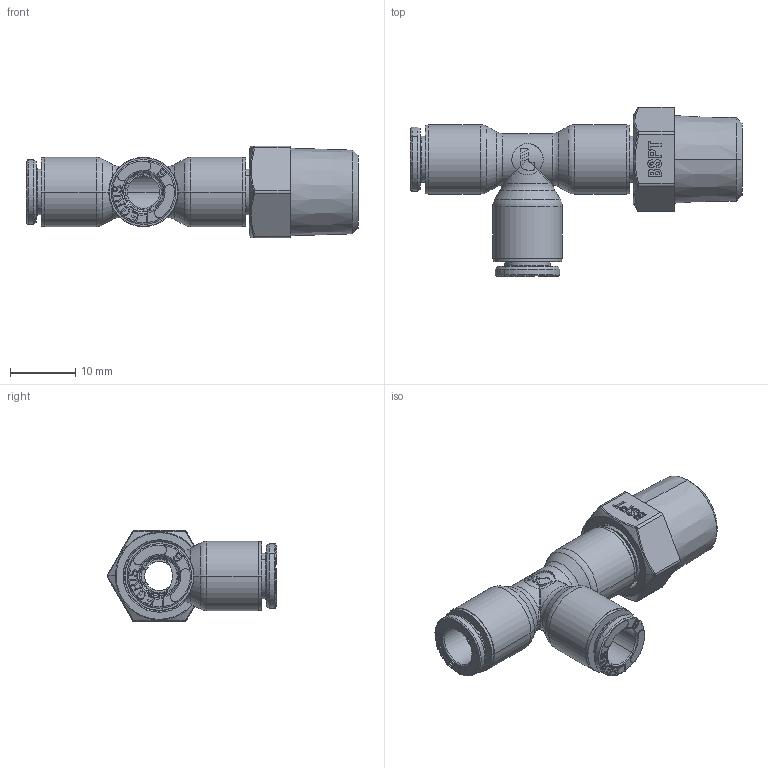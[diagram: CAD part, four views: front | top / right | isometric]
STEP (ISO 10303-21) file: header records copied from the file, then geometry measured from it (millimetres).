
FILE_DESCRIPTION(('STEP AP214'),'1');
FILE_NAME('6873_06_13.stp','2016-07-07T14:45:46',('TraceParts'),('TraceParts S.A.'),'Spatial InterOp 3D',' ',' ');
FILE_SCHEMA(('automotive_design'));
Length unit declared in the file: millimetre
Products named in the file (17): 6873 06 13|44106-64_ASM_1677#44106-64_ASM|44106-26_1673#44106-26;Solide1; 6873 06 13|44106-64_ASM_1677#44106-64_ASM|44106_1674#44106;Solide1; 6873 06 13|44106-64_ASM_1677#44106-64_ASM|44106-27_1675#44106-27;Solide1; 6873 06 13|44106-64_ASM_1677#44106-64_ASM|44126-20_1676#44126-20;Solide1; 6873 06 13|44106-64_ASM_1679#44106-64_ASM|44106-26_1673#44106-26;Solide1; 6873 06 13|44106-64_ASM_1679#44106-64_ASM|44106_1674#44106;Solide1; 6873 06 13|44106-64_ASM_1679#44106-64_ASM|44106-27_1675#44106-27;Solide1; 6873 06 13|44106-64_ASM_1679#44106-64_ASM|44126-20_1676#44126-20;Solide1; 6873 06 13|44106-64_ASM_1681#44106-64_ASM|44106-26_1673#44106-26;Solide1; 6873 06 13|44106-64_ASM_1681#44106-64_ASM|44106_1674#44106;Solide1; 6873 06 13|44106-64_ASM_1681#44106-64_ASM|44106-27_1675#44106-27;Solide1; 6873 06 13|44106-64_ASM_1681#44106-64_ASM|44126-20_1676#44126-20;Solide1; 6873 06 13|44516-04_1671#44516-04;Solide1; 6873 06 13|44106-11-10-ASM_1672#44106-11-10-ASM;Solide1; 6873 06 13|44106-11-10-ASM_1678#44106-11-10-ASM;Solide1; 6873 06 13|44106-11-10_1680#44106-11-10;Solide1; 6873 06 13|44516-46_RAINURE_1682#44516-46_RAINURE;Solide1
Bounding box: 50.92 x 26.03 x 14 mm (x, y, z)
Volume: 4061.3 mm3; surface area: 7682.9 mm2
Topology: 17 solids, 17 shells, 1945 faces, 5095 edges, 3236 vertices
Faces by surface type: plane 941, cylinder 311, cone 251, bspline 238, torus 198, sphere 6
Entity records: 85646 total; most frequent: CARTESIAN_POINT 22349, ORIENTED_EDGE 10178, DIRECTION 9534, EDGE_CURVE 5089, AXIS2_PLACEMENT_3D 3255, VERTEX_POINT 3236, LINE 3024, VECTOR 3024
